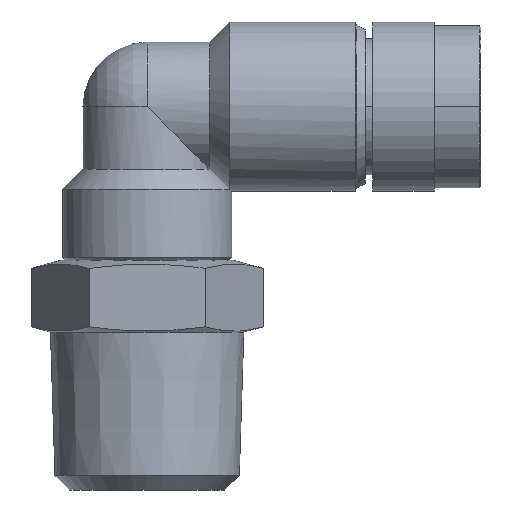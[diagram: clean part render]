
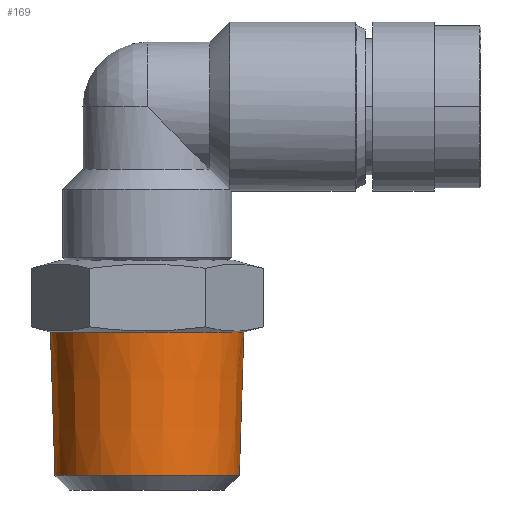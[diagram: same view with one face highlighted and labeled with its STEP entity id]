
A CAD part, front view. The second image highlights one B-rep face of the part: STEP entity #169.
In plain terms, the highlighted conical face has half-angle 1.79 degrees and reference radius 6.423 mm.
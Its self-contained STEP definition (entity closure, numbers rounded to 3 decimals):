
#42=VECTOR('',#1033,9.982);
#43=VECTOR('',#1034,9.984);
#78=LINE('',#875,#42);
#79=LINE('',#876,#43);
#169=ADVANCED_FACE('KL6-02',(#218),#739,.T.);
#218=FACE_OUTER_BOUND('',#717,.T.);
#271=CIRCLE('',#977,6.734);
#273=CIRCLE('',#981,6.423);
#464=ORIENTED_EDGE('',*,*,#584,.T.);
#465=ORIENTED_EDGE('',*,*,#582,.F.);
#466=ORIENTED_EDGE('',*,*,#583,.F.);
#467=ORIENTED_EDGE('',*,*,#578,.T.);
#578=EDGE_CURVE('64',#663,#664,#271,.T.);
#582=EDGE_CURVE('67',#666,#665,#273,.T.);
#583=EDGE_CURVE('70',#663,#666,#78,.T.);
#584=EDGE_CURVE('100',#664,#665,#79,.T.);
#663=VERTEX_POINT('55',#875);
#664=VERTEX_POINT('30',#876);
#665=VERTEX_POINT('32',#880);
#666=VERTEX_POINT('53',#881);
#717=EDGE_LOOP('',(#464,#465,#466,#467));
#739=CONICAL_SURFACE('',#983,6.423,1.79);
#875=CARTESIAN_POINT('',(6.734,0.,11.));
#876=CARTESIAN_POINT('',(-6.734,0.,11.002));
#879=CARTESIAN_POINT('',(0.,0.,11.001));
#880=CARTESIAN_POINT('',(-6.423,0.,1.023));
#881=CARTESIAN_POINT('',(6.423,0.,1.023));
#882=CARTESIAN_POINT('',(0.,0.,1.023));
#977=AXIS2_PLACEMENT_3D('',#879,#1030,#1031);
#981=AXIS2_PLACEMENT_3D('',#882,#999,#989);
#983=AXIS2_PLACEMENT_3D('',#882,#988,#1035);
#988=DIRECTION('',(0.,0.,1.));
#989=DIRECTION('',(1.,0.,0.));
#999=DIRECTION('',(0.,0.,-1.));
#1030=DIRECTION('',(0.,0.,-1.));
#1031=DIRECTION('',(1.,0.,0.));
#1033=DIRECTION('',(-0.031,0.,-1.));
#1034=DIRECTION('',(0.031,0.,-1.));
#1035=DIRECTION('',(-0.997,0.082,0.));
